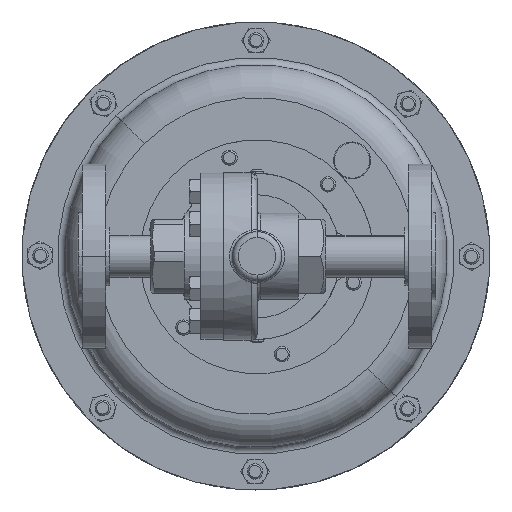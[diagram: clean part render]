
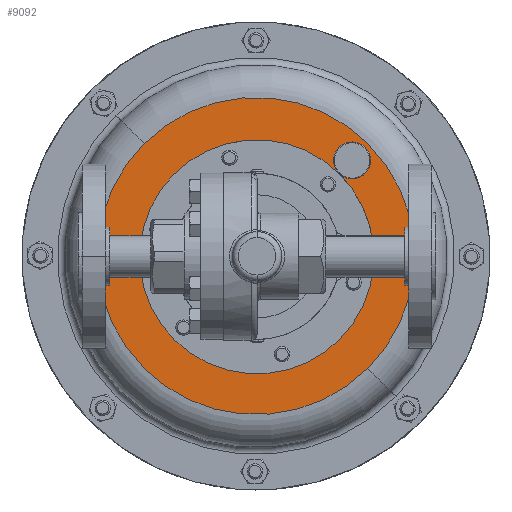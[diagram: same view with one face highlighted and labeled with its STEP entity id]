
A CAD part, front view. The second image highlights one B-rep face of the part: STEP entity #9092.
In plain terms, the highlighted planar face has unit normal (0, -1, 0).
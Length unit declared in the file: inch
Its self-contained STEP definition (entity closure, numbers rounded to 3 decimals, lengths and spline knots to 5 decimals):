
#70 = CARTESIAN_POINT ( 'NONE',  ( 2.72165, 10.69259, 6.45108 ) ) ;
#274 = DIRECTION ( 'NONE',  ( -0.713, 0., 0.701 ) ) ;
#925 = CARTESIAN_POINT ( 'NONE',  ( 1.05551, 10.69259, 4.75857 ) ) ;
#1168 = ORIENTED_EDGE ( 'NONE', *, *, #4710, .T. ) ;
#1841 = VERTEX_POINT ( 'NONE', #7189 ) ;
#2197 = EDGE_CURVE ( 'NONE', #17457, #1841, #9441, .T. ) ;
#2348 = VERTEX_POINT ( 'NONE', #6726 ) ;
#2572 = DIRECTION ( 'NONE',  ( -0.713, 0., 0.701 ) ) ;
#2929 = EDGE_LOOP ( 'NONE', ( #6077, #7259, #1168, #9158, #13481, #12973 ) ) ;
#4592 = DIRECTION ( 'NONE',  ( 0., 1., 0. ) ) ;
#4634 = DIRECTION ( 'NONE',  ( 0., 1., 0. ) ) ;
#4710 = EDGE_CURVE ( 'NONE', #2348, #15306, #10644, .T. ) ;
#4987 = PLANE ( 'NONE',  #20329 ) ;
#5060 = DIRECTION ( 'NONE',  ( 0.705, 0., -0.709 ) ) ;
#5108 = CIRCLE ( 'NONE', #7374, 0.375 ) ;
#5185 = DIRECTION ( 'NONE',  ( 0., 1., 0. ) ) ;
#5248 = AXIS2_PLACEMENT_3D ( 'NONE', #6203, #17658, #7848 ) ;
#5629 = EDGE_CURVE ( 'NONE', #11630, #13443, #8057, .T. ) ;
#5976 = CARTESIAN_POINT ( 'NONE',  ( 2.98842, 10.69259, 6.71463 ) ) ;
#6077 = ORIENTED_EDGE ( 'NONE', *, *, #8114, .T. ) ;
#6203 = CARTESIAN_POINT ( 'NONE',  ( 1.03936, 10.69259, 4.77462 ) ) ;
#6335 = VERTEX_POINT ( 'NONE', #8345 ) ;
#6594 = CIRCLE ( 'NONE', #19529, 0.375 ) ;
#6726 = CARTESIAN_POINT ( 'NONE',  ( 3.21733, 10.69259, 6.4176 ) ) ;
#7148 = EDGE_CURVE ( 'NONE', #1841, #17457, #18362, .T. ) ;
#7189 = CARTESIAN_POINT ( 'NONE',  ( 3.31024, 10.69259, 2.49315 ) ) ;
#7259 = ORIENTED_EDGE ( 'NONE', *, *, #10981, .T. ) ;
#7374 = AXIS2_PLACEMENT_3D ( 'NONE', #15009, #5185, #16638 ) ;
#7611 = DIRECTION ( 'NONE',  ( -0.61, 0., 0.792 ) ) ;
#7848 = DIRECTION ( 'NONE',  ( -0.705, 0., 0.709 ) ) ;
#8057 = CIRCLE ( 'NONE', #8472, 2.375 ) ;
#8114 = EDGE_CURVE ( 'NONE', #13443, #6335, #5108, .T. ) ;
#8293 = DIRECTION ( 'NONE',  ( 0., 1., 0. ) ) ;
#8345 = CARTESIAN_POINT ( 'NONE',  ( 2.75951, 10.69259, 7.01166 ) ) ;
#8472 = AXIS2_PLACEMENT_3D ( 'NONE', #925, #12348, #2572 ) ;
#8552 = CIRCLE ( 'NONE', #20076, 2.375 ) ;
#8612 = AXIS2_PLACEMENT_3D ( 'NONE', #14469, #4634, #16095 ) ;
#8726 = CARTESIAN_POINT ( 'NONE',  ( 2.72807, 10.69259, 6.44474 ) ) ;
#9006 = FACE_BOUND ( 'NONE', #2929, .T. ) ;
#9092 = ADVANCED_FACE ( 'NONE', ( #10745, #9006 ), #4987, .T. ) ;
#9158 = ORIENTED_EDGE ( 'NONE', *, *, #20210, .T. ) ;
#9425 = CARTESIAN_POINT ( 'NONE',  ( -1.23152, 10.69259, 7.05608 ) ) ;
#9441 = CIRCLE ( 'NONE', #18307, 3.219 ) ;
#9722 = ORIENTED_EDGE ( 'NONE', *, *, #7148, .F. ) ;
#10034 = DIRECTION ( 'NONE',  ( 0., 1., 0. ) ) ;
#10036 = CARTESIAN_POINT ( 'NONE',  ( 2.74946, 10.69259, 3.09389 ) ) ;
#10644 = CIRCLE ( 'NONE', #11107, 0.375 ) ;
#10745 = FACE_OUTER_BOUND ( 'NONE', #18612, .T. ) ;
#10981 = EDGE_CURVE ( 'NONE', #6335, #2348, #6594, .T. ) ;
#11107 = AXIS2_PLACEMENT_3D ( 'NONE', #18084, #8293, #19688 ) ;
#11587 = CARTESIAN_POINT ( 'NONE',  ( 3.32082, 10.69259, 7.04549 ) ) ;
#11630 = VERTEX_POINT ( 'NONE', #16243 ) ;
#11685 = CIRCLE ( 'NONE', #8612, 2.375 ) ;
#12348 = DIRECTION ( 'NONE',  ( 0., 1., 0. ) ) ;
#12973 = ORIENTED_EDGE ( 'NONE', *, *, #5629, .T. ) ;
#13443 = VERTEX_POINT ( 'NONE', #70 ) ;
#13481 = ORIENTED_EDGE ( 'NONE', *, *, #18993, .T. ) ;
#14427 = CARTESIAN_POINT ( 'NONE',  ( 1.03936, 10.69259, 4.77462 ) ) ;
#14469 = CARTESIAN_POINT ( 'NONE',  ( 1.05551, 10.69259, 4.75857 ) ) ;
#14876 = DIRECTION ( 'NONE',  ( 0., -1., 0. ) ) ;
#14877 = ORIENTED_EDGE ( 'NONE', *, *, #2197, .F. ) ;
#15009 = CARTESIAN_POINT ( 'NONE',  ( 2.98842, 10.69259, 6.71463 ) ) ;
#15306 = VERTEX_POINT ( 'NONE', #8726 ) ;
#16055 = DIRECTION ( 'NONE',  ( -0.705, 0., 0.709 ) ) ;
#16095 = DIRECTION ( 'NONE',  ( -0.713, 0., 0.701 ) ) ;
#16243 = CARTESIAN_POINT ( 'NONE',  ( -0.63844, 10.69259, 6.42325 ) ) ;
#16638 = DIRECTION ( 'NONE',  ( -0.61, 0., 0.792 ) ) ;
#17427 = DIRECTION ( 'NONE',  ( 0., 1., 0. ) ) ;
#17457 = VERTEX_POINT ( 'NONE', #9425 ) ;
#17657 = VERTEX_POINT ( 'NONE', #10036 ) ;
#17658 = DIRECTION ( 'NONE',  ( 0., 1., 0. ) ) ;
#18084 = CARTESIAN_POINT ( 'NONE',  ( 2.98842, 10.69259, 6.71463 ) ) ;
#18307 = AXIS2_PLACEMENT_3D ( 'NONE', #14427, #4592, #16055 ) ;
#18362 = CIRCLE ( 'NONE', #5248, 3.219 ) ;
#18612 = EDGE_LOOP ( 'NONE', ( #14877, #9722 ) ) ;
#18993 = EDGE_CURVE ( 'NONE', #17657, #11630, #11685, .T. ) ;
#19529 = AXIS2_PLACEMENT_3D ( 'NONE', #5976, #17427, #7611 ) ;
#19688 = DIRECTION ( 'NONE',  ( -0.61, 0., 0.792 ) ) ;
#19787 = CARTESIAN_POINT ( 'NONE',  ( 1.05551, 10.69259, 4.75857 ) ) ;
#20076 = AXIS2_PLACEMENT_3D ( 'NONE', #19787, #10034, #274 ) ;
#20210 = EDGE_CURVE ( 'NONE', #15306, #17657, #8552, .T. ) ;
#20329 = AXIS2_PLACEMENT_3D ( 'NONE', #11587, #14876, #5060 ) ;
